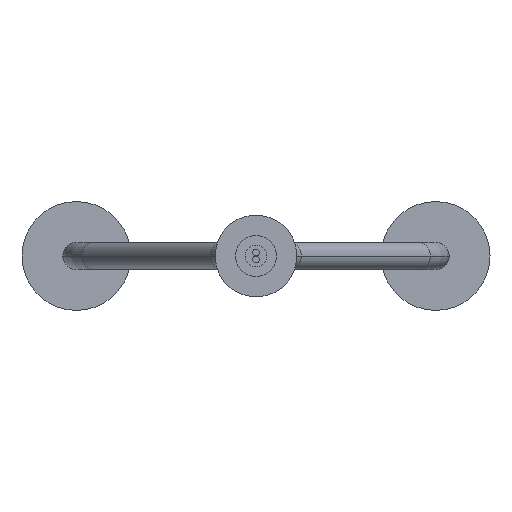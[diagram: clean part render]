
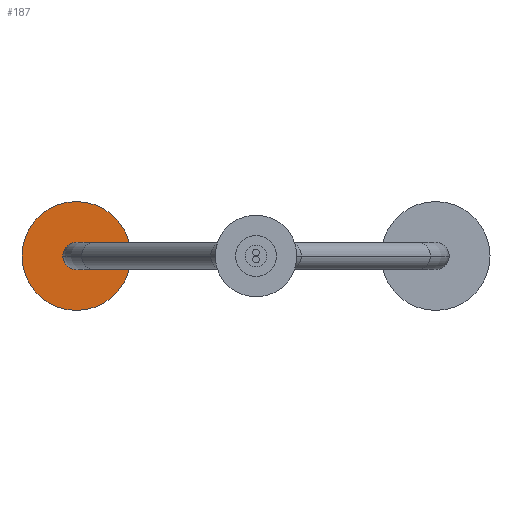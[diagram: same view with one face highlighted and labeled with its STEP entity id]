
A CAD part, left-side view. The second image highlights one B-rep face of the part: STEP entity #187.
In plain terms, the highlighted planar face has unit normal (-1, 0, 0).
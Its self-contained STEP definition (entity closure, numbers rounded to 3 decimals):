
#6 = EDGE_CURVE ( 'NONE', #705, #1161, #744, .T. ) ;
#15 = ORIENTED_EDGE ( 'NONE', *, *, #1252, .T. ) ;
#101 = DIRECTION ( 'NONE',  ( 1., 0., 0. ) ) ;
#110 = FACE_BOUND ( 'NONE', #508, .T. ) ;
#125 = VERTEX_POINT ( 'NONE', #598 ) ;
#147 = DIRECTION ( 'NONE',  ( 0., 0., -1. ) ) ;
#162 = CARTESIAN_POINT ( 'NONE',  ( 40.824, -6., 0.5 ) ) ;
#176 = CIRCLE ( 'NONE', #1187, 2. ) ;
#180 = CARTESIAN_POINT ( 'NONE',  ( 40.824, -6., 0. ) ) ;
#187 = ADVANCED_FACE ( 'NONE', ( #110, #755 ), #730, .F. ) ;
#190 = EDGE_LOOP ( 'NONE', ( #687, #332 ) ) ;
#242 = DIRECTION ( 'NONE',  ( 1., 0., 0. ) ) ;
#256 = DIRECTION ( 'NONE',  ( 0., 0., -1. ) ) ;
#308 = DIRECTION ( 'NONE',  ( 0., 0., -1. ) ) ;
#313 = AXIS2_PLACEMENT_3D ( 'NONE', #973, #242, #256 ) ;
#319 = EDGE_CURVE ( 'NONE', #623, #125, #405, .T. ) ;
#332 = ORIENTED_EDGE ( 'NONE', *, *, #722, .F. ) ;
#348 = AXIS2_PLACEMENT_3D ( 'NONE', #379, #695, #1217 ) ;
#379 = CARTESIAN_POINT ( 'NONE',  ( 40.824, -6., 0. ) ) ;
#405 = CIRCLE ( 'NONE', #1267, 2. ) ;
#508 = EDGE_LOOP ( 'NONE', ( #15, #1283 ) ) ;
#598 = CARTESIAN_POINT ( 'NONE',  ( 40.824, -6., -2. ) ) ;
#623 = VERTEX_POINT ( 'NONE', #1192 ) ;
#687 = ORIENTED_EDGE ( 'NONE', *, *, #319, .F. ) ;
#695 = DIRECTION ( 'NONE',  ( 1., 0., 0. ) ) ;
#705 = VERTEX_POINT ( 'NONE', #162 ) ;
#722 = EDGE_CURVE ( 'NONE', #125, #623, #176, .T. ) ;
#730 = PLANE ( 'NONE',  #898 ) ;
#744 = CIRCLE ( 'NONE', #348, 0.5 ) ;
#755 = FACE_OUTER_BOUND ( 'NONE', #190, .T. ) ;
#810 = CIRCLE ( 'NONE', #313, 0.5 ) ;
#898 = AXIS2_PLACEMENT_3D ( 'NONE', #1246, #101, #308 ) ;
#973 = CARTESIAN_POINT ( 'NONE',  ( 40.824, -6., 0. ) ) ;
#1089 = CARTESIAN_POINT ( 'NONE',  ( 40.824, -6., 0. ) ) ;
#1161 = VERTEX_POINT ( 'NONE', #1170 ) ;
#1170 = CARTESIAN_POINT ( 'NONE',  ( 40.824, -6., -0.5 ) ) ;
#1187 = AXIS2_PLACEMENT_3D ( 'NONE', #1089, #1290, #147 ) ;
#1192 = CARTESIAN_POINT ( 'NONE',  ( 40.824, -6., 2. ) ) ;
#1208 = DIRECTION ( 'NONE',  ( 0., 0., -1. ) ) ;
#1217 = DIRECTION ( 'NONE',  ( 0., 0., -1. ) ) ;
#1246 = CARTESIAN_POINT ( 'NONE',  ( 40.824, -6., 0. ) ) ;
#1252 = EDGE_CURVE ( 'NONE', #1161, #705, #810, .T. ) ;
#1267 = AXIS2_PLACEMENT_3D ( 'NONE', #180, #1321, #1208 ) ;
#1283 = ORIENTED_EDGE ( 'NONE', *, *, #6, .T. ) ;
#1290 = DIRECTION ( 'NONE',  ( 1., 0., 0. ) ) ;
#1321 = DIRECTION ( 'NONE',  ( 1., 0., 0. ) ) ;
